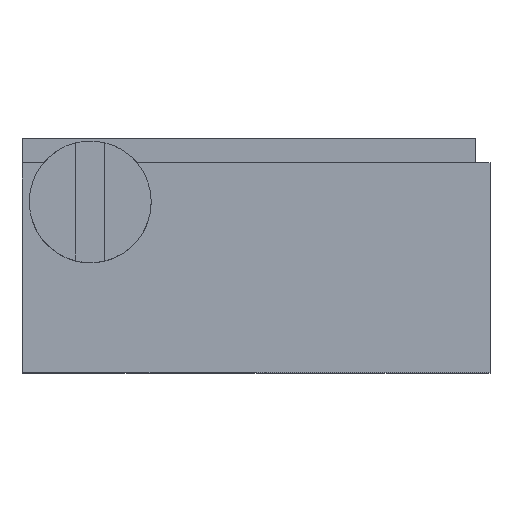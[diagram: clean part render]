
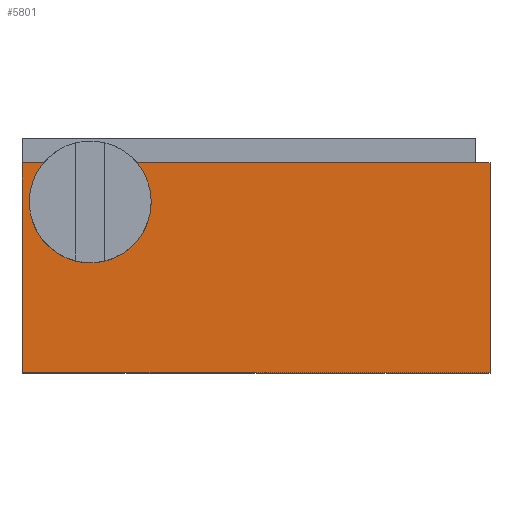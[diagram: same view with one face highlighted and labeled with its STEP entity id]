
A CAD part, top view. The second image highlights one B-rep face of the part: STEP entity #5801.
In plain terms, the highlighted planar face has unit normal (0, 0, 1).
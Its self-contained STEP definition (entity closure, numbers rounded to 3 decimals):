
#218 = AXIS2_PLACEMENT_3D ( 'NONE', #9303, #8298, #8435 ) ;
#372 = LINE ( 'NONE', #10760, #911 ) ;
#911 = VECTOR ( 'NONE', #8790, 1000. ) ;
#996 = AXIS2_PLACEMENT_3D ( 'NONE', #8304, #4982, #5180 ) ;
#1011 = EDGE_CURVE ( 'NONE', #2640, #2953, #8633, .T. ) ;
#1014 = CARTESIAN_POINT ( 'NONE',  ( -4.8, 4.3, 9.6 ) ) ;
#1016 = EDGE_CURVE ( 'NONE', #10541, #5795, #3229, .T. ) ;
#1107 = EDGE_CURVE ( 'NONE', #11608, #10541, #3091, .T. ) ;
#1161 = VERTEX_POINT ( 'NONE', #10258 ) ;
#1170 = ORIENTED_EDGE ( 'NONE', *, *, #1016, .T. ) ;
#1405 = VECTOR ( 'NONE', #2677, 1000. ) ;
#1786 = DIRECTION ( 'NONE',  ( -1., 0., 0. ) ) ;
#1830 = DIRECTION ( 'NONE',  ( 0., -1., 0. ) ) ;
#2640 = VERTEX_POINT ( 'NONE', #12246 ) ;
#2677 = DIRECTION ( 'NONE',  ( 1., 0., 0. ) ) ;
#2953 = VERTEX_POINT ( 'NONE', #7558 ) ;
#3091 = LINE ( 'NONE', #7196, #3225 ) ;
#3120 = DIRECTION ( 'NONE',  ( 0., 0., 1. ) ) ;
#3225 = VECTOR ( 'NONE', #7467, 1000. ) ;
#3229 = LINE ( 'NONE', #7421, #12488 ) ;
#3794 = DIRECTION ( 'NONE',  ( 0., 0., 1. ) ) ;
#4504 = EDGE_LOOP ( 'NONE', ( #4671, #10362, #5728, #1170, #7751, #7646, #13083, #7277 ) ) ;
#4662 = EDGE_CURVE ( 'NONE', #2953, #9846, #10965, .T. ) ;
#4671 = ORIENTED_EDGE ( 'NONE', *, *, #9624, .F. ) ;
#4982 = DIRECTION ( 'NONE',  ( 0., 0., -1. ) ) ;
#5180 = DIRECTION ( 'NONE',  ( -1., 0., 0. ) ) ;
#5728 = ORIENTED_EDGE ( 'NONE', *, *, #1107, .T. ) ;
#5742 = CARTESIAN_POINT ( 'NONE',  ( -4.8, 0., 9.6 ) ) ;
#5772 = AXIS2_PLACEMENT_3D ( 'NONE', #9195, #3120, #7234 ) ;
#5795 = VERTEX_POINT ( 'NONE', #9886 ) ;
#5801 = ADVANCED_FACE ( 'NONE', ( #7002 ), #6880, .F. ) ;
#6184 = DIRECTION ( 'NONE',  ( 1., 0., 0. ) ) ;
#6876 = LINE ( 'NONE', #13207, #10212 ) ;
#6880 = PLANE ( 'NONE',  #996 ) ;
#7002 = FACE_OUTER_BOUND ( 'NONE', #4504, .T. ) ;
#7196 = CARTESIAN_POINT ( 'NONE',  ( -4.8, 4.8, 9.6 ) ) ;
#7234 = DIRECTION ( 'NONE',  ( -1., 0., 0. ) ) ;
#7277 = ORIENTED_EDGE ( 'NONE', *, *, #1011, .F. ) ;
#7421 = CARTESIAN_POINT ( 'NONE',  ( 4.8, 0., 9.6 ) ) ;
#7467 = DIRECTION ( 'NONE',  ( 0., -1., 0. ) ) ;
#7558 = CARTESIAN_POINT ( 'NONE',  ( -2.15, 3.5, 9.6 ) ) ;
#7618 = AXIS2_PLACEMENT_3D ( 'NONE', #11022, #3794, #1786 ) ;
#7646 = ORIENTED_EDGE ( 'NONE', *, *, #11237, .F. ) ;
#7751 = ORIENTED_EDGE ( 'NONE', *, *, #9955, .F. ) ;
#8033 = CARTESIAN_POINT ( 'NONE',  ( 4.8, 4.3, 9.6 ) ) ;
#8254 = CIRCLE ( 'NONE', #7618, 1.25 ) ;
#8298 = DIRECTION ( 'NONE',  ( 0., 0., 1. ) ) ;
#8304 = CARTESIAN_POINT ( 'NONE',  ( 4.8, 4.8, 9.6 ) ) ;
#8435 = DIRECTION ( 'NONE',  ( -1., 0., 0. ) ) ;
#8633 = CIRCLE ( 'NONE', #218, 1.25 ) ;
#8790 = DIRECTION ( 'NONE',  ( 1., 0., 0. ) ) ;
#9195 = CARTESIAN_POINT ( 'NONE',  ( -3.4, 3.5, 9.6 ) ) ;
#9303 = CARTESIAN_POINT ( 'NONE',  ( -3.4, 3.5, 9.6 ) ) ;
#9624 = EDGE_CURVE ( 'NONE', #1161, #2640, #8254, .T. ) ;
#9742 = CARTESIAN_POINT ( 'NONE',  ( -2.44, 4.3, 9.6 ) ) ;
#9846 = VERTEX_POINT ( 'NONE', #9742 ) ;
#9886 = CARTESIAN_POINT ( 'NONE',  ( 4.8, 0., 9.6 ) ) ;
#9955 = EDGE_CURVE ( 'NONE', #10560, #5795, #6876, .T. ) ;
#10212 = VECTOR ( 'NONE', #1830, 1000. ) ;
#10258 = CARTESIAN_POINT ( 'NONE',  ( -4.36, 4.3, 9.6 ) ) ;
#10362 = ORIENTED_EDGE ( 'NONE', *, *, #10511, .F. ) ;
#10511 = EDGE_CURVE ( 'NONE', #11608, #1161, #372, .T. ) ;
#10541 = VERTEX_POINT ( 'NONE', #5742 ) ;
#10560 = VERTEX_POINT ( 'NONE', #8033 ) ;
#10760 = CARTESIAN_POINT ( 'NONE',  ( 4.8, 4.3, 9.6 ) ) ;
#10965 = CIRCLE ( 'NONE', #5772, 1.25 ) ;
#11022 = CARTESIAN_POINT ( 'NONE',  ( -3.4, 3.5, 9.6 ) ) ;
#11041 = CARTESIAN_POINT ( 'NONE',  ( 4.8, 4.3, 9.6 ) ) ;
#11237 = EDGE_CURVE ( 'NONE', #9846, #10560, #11923, .T. ) ;
#11608 = VERTEX_POINT ( 'NONE', #1014 ) ;
#11923 = LINE ( 'NONE', #11041, #1405 ) ;
#12246 = CARTESIAN_POINT ( 'NONE',  ( -4.65, 3.5, 9.6 ) ) ;
#12488 = VECTOR ( 'NONE', #6184, 1000. ) ;
#13083 = ORIENTED_EDGE ( 'NONE', *, *, #4662, .F. ) ;
#13207 = CARTESIAN_POINT ( 'NONE',  ( 4.8, 4.8, 9.6 ) ) ;
